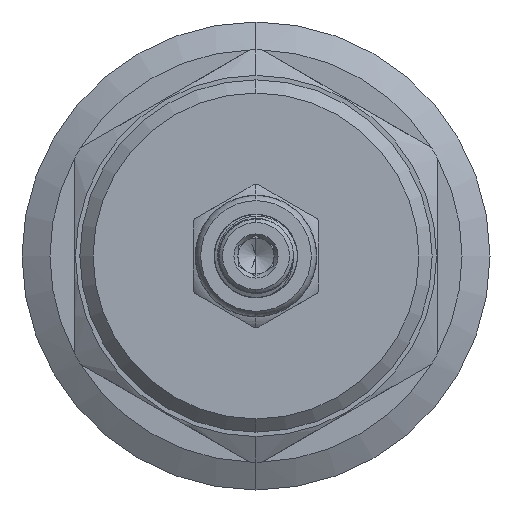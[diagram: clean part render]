
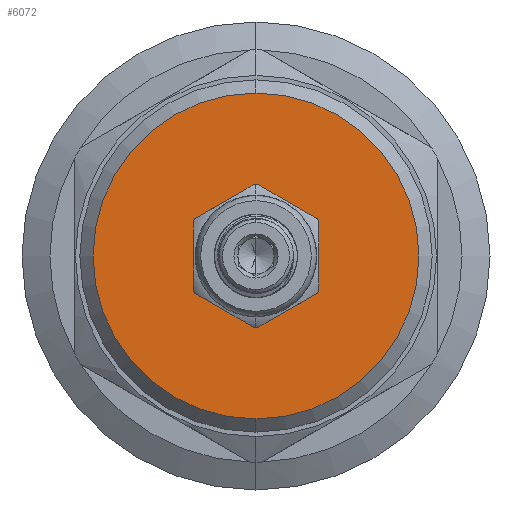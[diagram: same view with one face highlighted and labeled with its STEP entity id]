
A CAD part, left-side view. The second image highlights one B-rep face of the part: STEP entity #6072.
In plain terms, the highlighted planar face has unit normal (-1, 0, 0).
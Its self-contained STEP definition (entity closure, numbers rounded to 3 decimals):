
#19 = CARTESIAN_POINT ( 'NONE',  ( -44.5, 0., 0. ) ) ;
#558 = DIRECTION ( 'NONE',  ( 0., 0., 1. ) ) ;
#559 = DIRECTION ( 'NONE',  ( -1., 0., 0. ) ) ;
#564 = PLANE ( 'NONE',  #5094 ) ;
#598 = CARTESIAN_POINT ( 'NONE',  ( -44.5, 0., 0. ) ) ;
#599 = DIRECTION ( 'NONE',  ( 1., 0., 0. ) ) ;
#600 = DIRECTION ( 'NONE',  ( 0., 0., -1. ) ) ;
#1266 = CARTESIAN_POINT ( 'NONE',  ( -44.5, 0., 0. ) ) ;
#1267 = DIRECTION ( 'NONE',  ( -1., 0., 0. ) ) ;
#1268 = DIRECTION ( 'NONE',  ( 0., 0., 1. ) ) ;
#2225 = DIRECTION ( 'NONE',  ( 0., 0., 1. ) ) ;
#2226 = DIRECTION ( 'NONE',  ( -1., 0., 0. ) ) ;
#2227 = CARTESIAN_POINT ( 'NONE',  ( -44.5, 0., 0. ) ) ;
#2228 = DIRECTION ( 'NONE',  ( 0., 0., -1. ) ) ;
#2229 = DIRECTION ( 'NONE',  ( 1., 0., 0. ) ) ;
#2230 = CARTESIAN_POINT ( 'NONE',  ( -44.5, 0., 0. ) ) ;
#4354 = CARTESIAN_POINT ( 'NONE',  ( -44.5, 0., -6.875 ) ) ;
#4362 = CARTESIAN_POINT ( 'NONE',  ( -44.5, 0., 6.875 ) ) ;
#4383 = CARTESIAN_POINT ( 'NONE',  ( -44.5, 0., 18.5 ) ) ;
#4384 = CARTESIAN_POINT ( 'NONE',  ( -44.5, 0., -18.5 ) ) ;
#4805 = AXIS2_PLACEMENT_3D ( 'NONE', #1266, #1267, #1268 ) ;
#4855 = AXIS2_PLACEMENT_3D ( 'NONE', #598, #599, #600 ) ;
#5094 = AXIS2_PLACEMENT_3D ( 'NONE', #19, #559, #558 ) ;
#5148 = EDGE_CURVE ( 'NONE', #13215, #13207, #6643, .T. ) ;
#5149 = EDGE_CURVE ( 'NONE', #13237, #13236, #6637, .T. ) ;
#5213 = AXIS2_PLACEMENT_3D ( 'NONE', #2227, #2226, #2225 ) ;
#5214 = AXIS2_PLACEMENT_3D ( 'NONE', #2230, #2229, #2228 ) ;
#6072 = ADVANCED_FACE ( 'NONE', ( #11033, #11030 ), #564, .T. ) ;
#6357 = EDGE_CURVE ( 'NONE', #13207, #13215, #10666, .T. ) ;
#6452 = EDGE_CURVE ( 'NONE', #13236, #13237, #10533, .T. ) ;
#6637 = CIRCLE ( 'NONE', #5213, 18.5 ) ;
#6643 = CIRCLE ( 'NONE', #5214, 6.875 ) ;
#7087 = EDGE_LOOP ( 'NONE', ( #14260, #14243 ) ) ;
#7102 = EDGE_LOOP ( 'NONE', ( #14258, #14259 ) ) ;
#10533 = CIRCLE ( 'NONE', #4805, 18.5 ) ;
#10666 = CIRCLE ( 'NONE', #4855, 6.875 ) ;
#11030 = FACE_OUTER_BOUND ( 'NONE', #7087, .T. ) ;
#11033 = FACE_BOUND ( 'NONE', #7102, .T. ) ;
#13207 = VERTEX_POINT ( 'NONE', #4354 ) ;
#13215 = VERTEX_POINT ( 'NONE', #4362 ) ;
#13236 = VERTEX_POINT ( 'NONE', #4383 ) ;
#13237 = VERTEX_POINT ( 'NONE', #4384 ) ;
#14243 = ORIENTED_EDGE ( 'NONE', *, *, #6452, .T. ) ;
#14258 = ORIENTED_EDGE ( 'NONE', *, *, #5148, .T. ) ;
#14259 = ORIENTED_EDGE ( 'NONE', *, *, #6357, .T. ) ;
#14260 = ORIENTED_EDGE ( 'NONE', *, *, #5149, .T. ) ;
